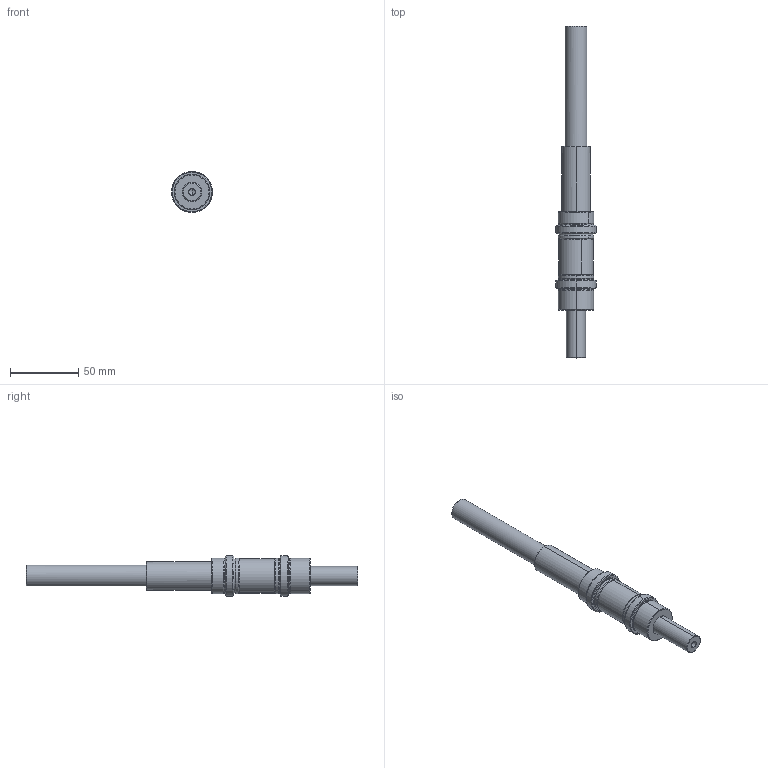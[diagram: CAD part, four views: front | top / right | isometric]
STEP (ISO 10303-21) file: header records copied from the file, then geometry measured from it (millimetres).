
FILE_DESCRIPTION (( 'STEP AP214' ), '1' );
FILE_NAME ('DX142622.STEP', '2017-08-21T12:55:53', ( '' ), ( '' ), 'SwSTEP 2.0', 'SolidWorks 2017', '' );
FILE_SCHEMA (( 'AUTOMOTIVE_DESIGN' ));
Length unit declared in the file: millimetre
Products named in the file (9): 9DX142622-4_Abierta; 9DX142622-5; 9DX142622-1; 9DX142622-3; 9DX142622-6; 9DX142622-2; 9DX142622-S; 9DX142622_cerrado; DX142622
Assembly tree (11 placements, depth 3):
  DX142622
    9DX142622_cerrado
      9DX142622-1
      9DX142622-2
      9DX142622-3
      9DX142622-5
      9DX142622-6
      9DX142622-4_Abierta
    9DX142622-S  x4
Bounding box: 30 x 243 x 30 mm (x, y, z)
Volume: 74562.9 mm3; surface area: 40553.9 mm2
Topology: 10 solids, 10 shells, 399 faces, 924 edges, 553 vertices
Faces by surface type: cylinder 133, cone 101, torus 69, plane 62, bspline 34
Entity records: 10592 total; most frequent: CARTESIAN_POINT 2454, DIRECTION 1573, ORIENTED_EDGE 1288, AXIS2_PLACEMENT_3D 683, EDGE_CURVE 644, CIRCLE 381, VERTEX_POINT 376, EDGE_LOOP 328
